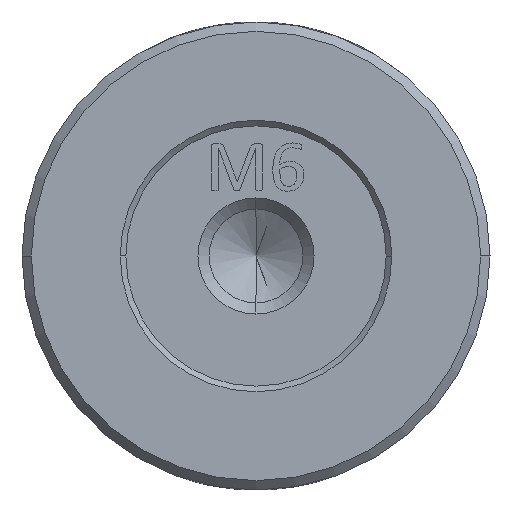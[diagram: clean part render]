
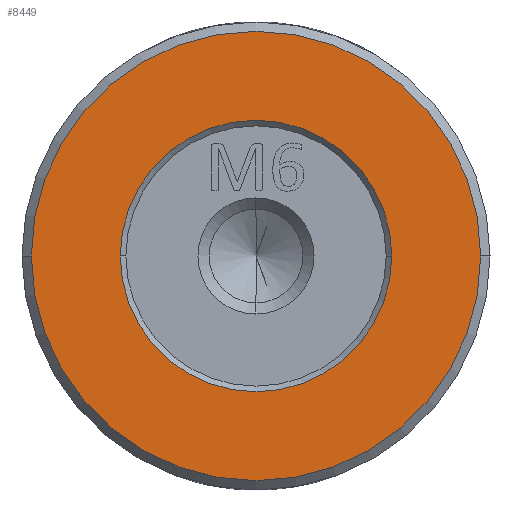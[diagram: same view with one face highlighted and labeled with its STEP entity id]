
A CAD part, left-side view. The second image highlights one B-rep face of the part: STEP entity #8449.
In plain terms, the highlighted planar face has unit normal (-1, 0, 0).
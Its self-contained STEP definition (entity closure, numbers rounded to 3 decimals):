
#332 = CARTESIAN_POINT ( 'NONE',  ( -45.434, 13.466, 5.873 ) ) ;
#541 = AXIS2_PLACEMENT_3D ( 'NONE', #10522, #1047, #2554 ) ;
#618 = CARTESIAN_POINT ( 'NONE',  ( -45.434, 20.716, 5.873 ) ) ;
#746 = DIRECTION ( 'NONE',  ( 0., -1., 0. ) ) ;
#975 = CARTESIAN_POINT ( 'NONE',  ( -45.434, 20.716, 5.873 ) ) ;
#1047 = DIRECTION ( 'NONE',  ( 1., 0., 0. ) ) ;
#1142 = VERTEX_POINT ( 'NONE', #12712 ) ;
#1850 = CIRCLE ( 'NONE', #541, 7.25 ) ;
#2234 = ORIENTED_EDGE ( 'NONE', *, *, #12832, .T. ) ;
#2513 = DIRECTION ( 'NONE',  ( 1., 0., 0. ) ) ;
#2554 = DIRECTION ( 'NONE',  ( 0., -1., 0. ) ) ;
#2602 = DIRECTION ( 'NONE',  ( -1., 0., 0. ) ) ;
#3989 = AXIS2_PLACEMENT_3D ( 'NONE', #6586, #9820, #746 ) ;
#4130 = DIRECTION ( 'NONE',  ( -1., 0., 0. ) ) ;
#4153 = CIRCLE ( 'NONE', #6345, 12. ) ;
#5225 = FACE_BOUND ( 'NONE', #12337, .T. ) ;
#5401 = ORIENTED_EDGE ( 'NONE', *, *, #9022, .T. ) ;
#5670 = EDGE_CURVE ( 'NONE', #1142, #8564, #4153, .T. ) ;
#6345 = AXIS2_PLACEMENT_3D ( 'NONE', #618, #2602, #10779 ) ;
#6394 = AXIS2_PLACEMENT_3D ( 'NONE', #975, #4130, #12370 ) ;
#6586 = CARTESIAN_POINT ( 'NONE',  ( -45.434, 20.716, 5.873 ) ) ;
#6706 = DIRECTION ( 'NONE',  ( 0., -1., 0. ) ) ;
#6972 = ORIENTED_EDGE ( 'NONE', *, *, #7853, .T. ) ;
#7267 = ORIENTED_EDGE ( 'NONE', *, *, #5670, .T. ) ;
#7323 = VERTEX_POINT ( 'NONE', #332 ) ;
#7729 = CARTESIAN_POINT ( 'NONE',  ( -45.434, 20.716, 5.873 ) ) ;
#7853 = EDGE_CURVE ( 'NONE', #11828, #7323, #8140, .T. ) ;
#8140 = CIRCLE ( 'NONE', #9245, 7.25 ) ;
#8336 = EDGE_LOOP ( 'NONE', ( #5401, #7267 ) ) ;
#8449 = ADVANCED_FACE ( 'NONE', ( #5225, #9420 ), #11604, .T. ) ;
#8564 = VERTEX_POINT ( 'NONE', #9768 ) ;
#8819 = CIRCLE ( 'NONE', #3989, 12. ) ;
#9022 = EDGE_CURVE ( 'NONE', #8564, #1142, #8819, .T. ) ;
#9245 = AXIS2_PLACEMENT_3D ( 'NONE', #7729, #2513, #6706 ) ;
#9420 = FACE_OUTER_BOUND ( 'NONE', #8336, .T. ) ;
#9768 = CARTESIAN_POINT ( 'NONE',  ( -45.434, 32.716, 5.873 ) ) ;
#9820 = DIRECTION ( 'NONE',  ( -1., 0., 0. ) ) ;
#10522 = CARTESIAN_POINT ( 'NONE',  ( -45.434, 20.716, 5.873 ) ) ;
#10779 = DIRECTION ( 'NONE',  ( 0., -1., 0. ) ) ;
#11604 = PLANE ( 'NONE',  #6394 ) ;
#11828 = VERTEX_POINT ( 'NONE', #12610 ) ;
#12337 = EDGE_LOOP ( 'NONE', ( #2234, #6972 ) ) ;
#12370 = DIRECTION ( 'NONE',  ( 0., 1., 0. ) ) ;
#12610 = CARTESIAN_POINT ( 'NONE',  ( -45.434, 27.966, 5.873 ) ) ;
#12712 = CARTESIAN_POINT ( 'NONE',  ( -45.434, 8.716, 5.873 ) ) ;
#12832 = EDGE_CURVE ( 'NONE', #7323, #11828, #1850, .T. ) ;
